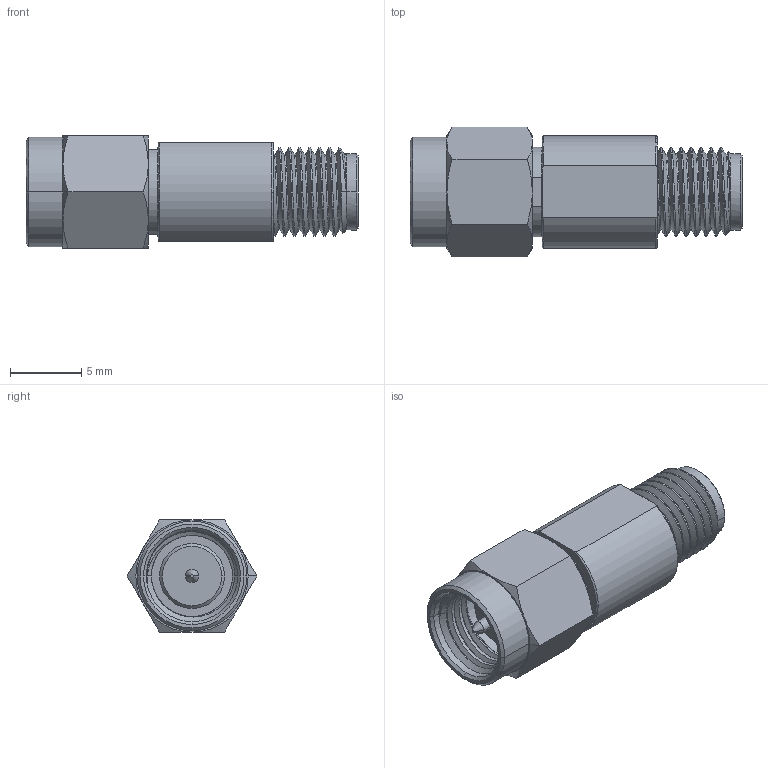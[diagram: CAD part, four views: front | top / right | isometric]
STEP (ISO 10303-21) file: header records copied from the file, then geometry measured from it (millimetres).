
FILE_DESCRIPTION (( 'STEP AP214' ), '1' );
FILE_NAME ('FMAD1612_3D.step', '2023-03-14T01:54:14', ( '' ), ( '' ), 'SwSTEP 2.0', 'SolidWorks 2022', '' );
FILE_SCHEMA (( 'AUTOMOTIVE_DESIGN' ));
Length unit declared in the file: inch
Products named in the file (4): ADS-PC3PC3-LC-2-BODY^FMAD1612; ADS-185-3-185-8-10^FMAD1612; FMAD1612_3D; ADS-PC8PC8-LC-1-BODY^FMAD1612
Assembly tree (3 placements, depth 2):
  FMAD1612_3D
    ADS-185-3-185-8-10^FMAD1612
    ADS-PC3PC3-LC-2-BODY^FMAD1612
    ADS-PC8PC8-LC-1-BODY^FMAD1612
Bounding box: 23.35 x 9.12 x 7.9 mm (x, y, z)
Volume: 838.5 mm3; surface area: 1322.2 mm2
Topology: 3 solids, 3 shells, 149 faces, 363 edges, 226 vertices
Faces by surface type: cylinder 61, cone 47, plane 29, torus 6, bspline 6
Entity records: 6784 total; most frequent: CARTESIAN_POINT 3330, ORIENTED_EDGE 726, DIRECTION 670, EDGE_CURVE 363, AXIS2_PLACEMENT_3D 273, VERTEX_POINT 226, EDGE_LOOP 157, ADVANCED_FACE 149
